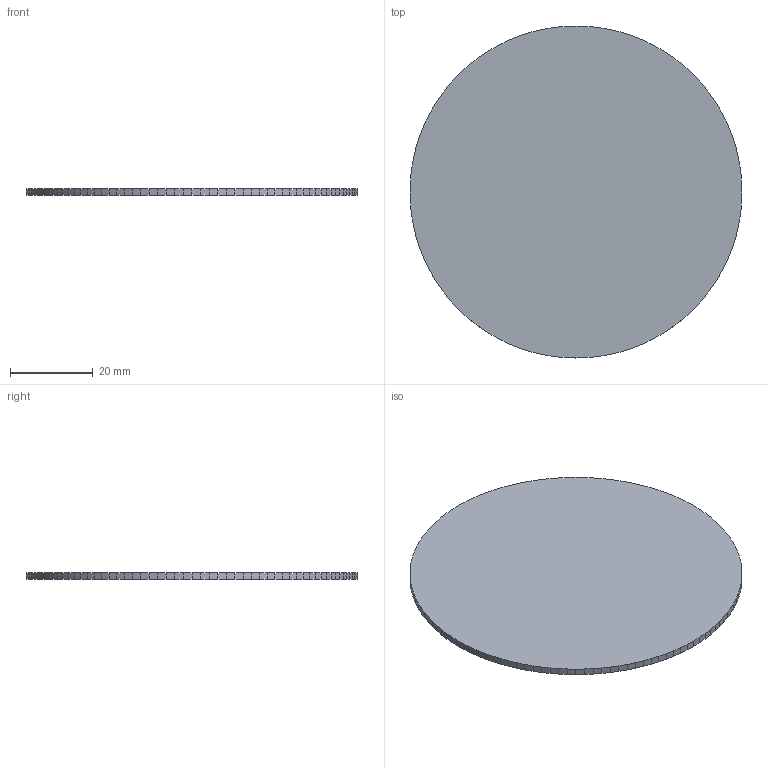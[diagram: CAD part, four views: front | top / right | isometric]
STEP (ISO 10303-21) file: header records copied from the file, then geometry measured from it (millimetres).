
FILE_DESCRIPTION(('KiCad electronic assembly'),'2;1');
FILE_NAME('USTTHUNDERMILLPCB02A.step','2022-04-16T23:10:11',('Pcbnew'),( 'Kicad'),'Open CASCADE STEP processor 7.5','KiCad to STEP converter' ,'Unknown');
FILE_SCHEMA(('AUTOMOTIVE_DESIGN { 1 0 10303 214 1 1 1 1 }'));
Length unit declared in the file: millimetre
Products named in the file (2): USTTHUNDERMILLPCB02A 1; USTTHUNDERMILLPCB02A PCB
Assembly tree (1 placements, depth 2):
  USTTHUNDERMILLPCB02A 1
    USTTHUNDERMILLPCB02A PCB
Bounding box: 80 x 80 x 1.6 mm (x, y, z)
Volume: 8038.8 mm3; surface area: 10450.6 mm2
Topology: 1 solids, 1 shells, 122 faces, 360 edges, 240 vertices
Faces by surface type: plane 122
Entity records: 8711 total; most frequent: CARTESIAN_POINT 1444, DIRECTION 1328, LINE 1080, VECTOR 1080, ORIENTED_EDGE 720, PCURVE 720, DEFINITIONAL_REPRESENTATION 720, EDGE_CURVE 360
